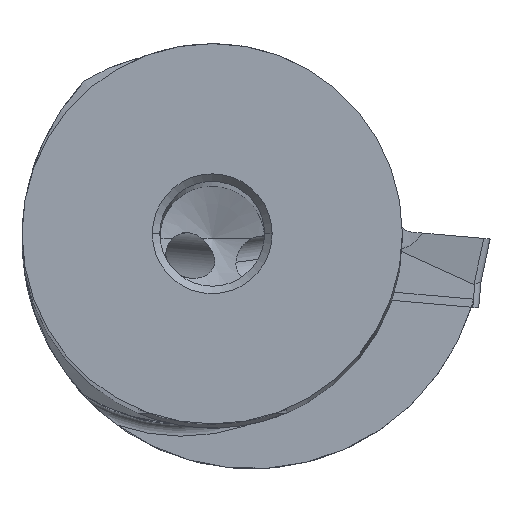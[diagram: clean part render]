
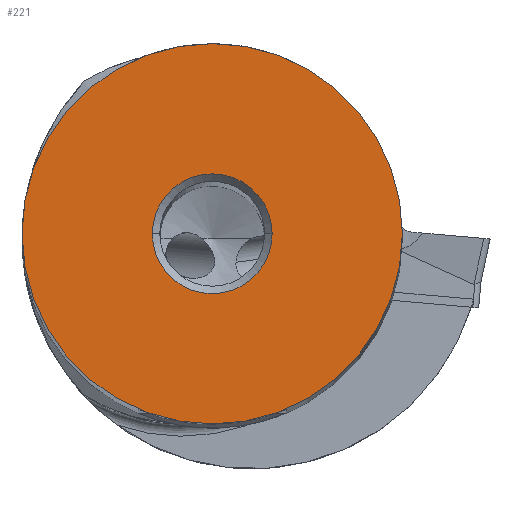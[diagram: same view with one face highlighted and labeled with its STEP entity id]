
A CAD part, top view. The second image highlights one B-rep face of the part: STEP entity #221.
In plain terms, the highlighted planar face has unit normal (0, 0, 1).
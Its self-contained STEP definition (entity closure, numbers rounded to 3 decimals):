
#54=FACE_BOUND('',#510,.T.);
#55=FACE_BOUND('',#511,.T.);
#221=ADVANCED_FACE('',(#54,#55),#309,.F.);
#309=PLANE('',#2849);
#510=EDGE_LOOP('',(#997,#998));
#511=EDGE_LOOP('',(#999,#1000));
#997=ORIENTED_EDGE('',*,*,#1828,.T.);
#998=ORIENTED_EDGE('',*,*,#1822,.T.);
#999=ORIENTED_EDGE('',*,*,#1829,.T.);
#1000=ORIENTED_EDGE('',*,*,#1830,.T.);
#1495=VERTEX_POINT('',#4857);
#1496=VERTEX_POINT('',#4859);
#1502=VERTEX_POINT('',#4874);
#1503=VERTEX_POINT('',#4875);
#1822=EDGE_CURVE('',#1495,#1496,#2182,.T.);
#1828=EDGE_CURVE('',#1496,#1495,#2183,.T.);
#1829=EDGE_CURVE('',#1502,#1503,#2184,.T.);
#1830=EDGE_CURVE('',#1503,#1502,#2185,.T.);
#2182=CIRCLE('',#2841,12.7);
#2183=CIRCLE('',#2846,12.7);
#2184=CIRCLE('',#2847,4.);
#2185=CIRCLE('',#2848,4.);
#2841=AXIS2_PLACEMENT_3D('',#4860,#3315,#3316);
#2846=AXIS2_PLACEMENT_3D('',#4872,#3327,#3328);
#2847=AXIS2_PLACEMENT_3D('',#4873,#3329,#3330);
#2848=AXIS2_PLACEMENT_3D('',#4876,#3331,#3332);
#2849=AXIS2_PLACEMENT_3D('',#4877,#3333,#3334);
#3315=DIRECTION('',(0.,0.,1.));
#3316=DIRECTION('',(-1.,0.,0.));
#3327=DIRECTION('',(0.,0.,1.));
#3328=DIRECTION('',(1.,0.,0.));
#3329=DIRECTION('',(0.,0.,-1.));
#3330=DIRECTION('',(1.,0.,0.));
#3331=DIRECTION('',(0.,0.,-1.));
#3332=DIRECTION('',(-1.,0.,0.));
#3333=DIRECTION('',(0.,0.,-1.));
#3334=DIRECTION('',(1.,0.,0.));
#4857=CARTESIAN_POINT('',(-12.7,0.,0.));
#4859=CARTESIAN_POINT('',(12.7,0.,0.));
#4860=CARTESIAN_POINT('',(0.,0.,0.));
#4872=CARTESIAN_POINT('',(0.,0.,0.));
#4873=CARTESIAN_POINT('',(0.,0.,0.));
#4874=CARTESIAN_POINT('',(4.,0.,0.));
#4875=CARTESIAN_POINT('',(-4.,0.,0.));
#4876=CARTESIAN_POINT('',(0.,0.,0.));
#4877=CARTESIAN_POINT('',(0.,0.,0.));
